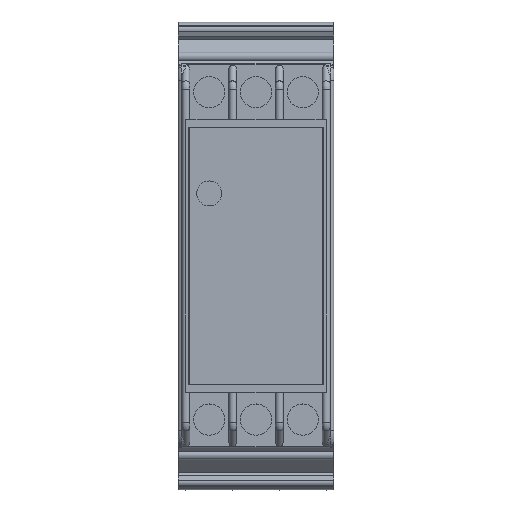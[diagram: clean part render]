
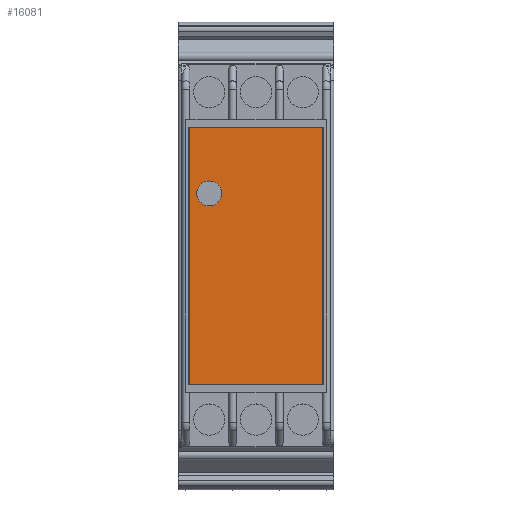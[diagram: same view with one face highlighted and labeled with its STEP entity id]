
A CAD part, top view. The second image highlights one B-rep face of the part: STEP entity #16081.
In plain terms, the highlighted planar face has unit normal (0, 0, 1).
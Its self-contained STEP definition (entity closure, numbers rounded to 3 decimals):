
#4930=DIRECTION('',(0.,-1.,0.));
#4931=VECTOR('',#4930,33.);
#4932=CARTESIAN_POINT('',(1.5,16.5,39.7));
#4933=LINE('',#4932,#4931);
#4942=DIRECTION('',(1.,0.,0.));
#4943=VECTOR('',#4942,17.);
#4944=CARTESIAN_POINT('',(1.5,16.5,39.7));
#4945=LINE('',#4944,#4943);
#4946=DIRECTION('',(-1.,0.,0.));
#4947=VECTOR('',#4946,17.);
#4948=CARTESIAN_POINT('',(18.5,-16.5,39.7));
#4949=LINE('',#4948,#4947);
#4950=CARTESIAN_POINT('',(4.,8.,39.7));
#4951=DIRECTION('',(0.,0.,1.));
#4952=DIRECTION('',(0.,1.,0.));
#4953=AXIS2_PLACEMENT_3D('',#4950,#4951,#4952);
#4955=CARTESIAN_POINT('',(4.,8.,39.7));
#4956=DIRECTION('',(0.,0.,1.));
#4957=DIRECTION('',(0.,-1.,0.));
#4958=AXIS2_PLACEMENT_3D('',#4955,#4956,#4957);
#4968=DIRECTION('',(0.,1.,0.));
#4969=VECTOR('',#4968,33.);
#4970=CARTESIAN_POINT('',(18.5,-16.5,39.7));
#4971=LINE('',#4970,#4969);
#6100=CARTESIAN_POINT('',(4.,9.6,39.7));
#6101=CARTESIAN_POINT('',(4.,6.4,39.7));
#6102=VERTEX_POINT('',#6100);
#6103=VERTEX_POINT('',#6101);
#6104=CARTESIAN_POINT('',(1.5,16.5,39.7));
#6105=CARTESIAN_POINT('',(1.5,-16.5,39.7));
#6106=VERTEX_POINT('',#6104);
#6107=VERTEX_POINT('',#6105);
#6108=CARTESIAN_POINT('',(18.5,16.5,39.7));
#6109=VERTEX_POINT('',#6108);
#6110=CARTESIAN_POINT('',(18.5,-16.5,39.7));
#6111=VERTEX_POINT('',#6110);
#16062=CARTESIAN_POINT('',(0.,0.,39.7));
#16063=DIRECTION('',(0.,0.,1.));
#16064=DIRECTION('',(0.,1.,0.));
#16065=AXIS2_PLACEMENT_3D('',#16062,#16063,#16064);
#16066=PLANE('',#16065);
#16067=ORIENTED_EDGE('',*,*,#16029,.F.);
#16069=ORIENTED_EDGE('',*,*,#16068,.T.);
#16071=ORIENTED_EDGE('',*,*,#16070,.F.);
#16072=ORIENTED_EDGE('',*,*,#16046,.T.);
#16073=EDGE_LOOP('',(#16067,#16069,#16071,#16072));
#16074=FACE_OUTER_BOUND('',#16073,.F.);
#16076=ORIENTED_EDGE('',*,*,#16075,.T.);
#16078=ORIENTED_EDGE('',*,*,#16077,.T.);
#16079=EDGE_LOOP('',(#16076,#16078));
#16080=FACE_BOUND('',#16079,.F.);
#16081=ADVANCED_FACE('',(#16074,#16080),#16066,.T.);
#4954=CIRCLE('',#4953,1.6);
#4959=CIRCLE('',#4958,1.6);
#16029=EDGE_CURVE('',#6106,#6107,#4933,.T.);
#16046=EDGE_CURVE('',#6111,#6107,#4949,.T.);
#16068=EDGE_CURVE('',#6106,#6109,#4945,.T.);
#16070=EDGE_CURVE('',#6111,#6109,#4971,.T.);
#16075=EDGE_CURVE('',#6102,#6103,#4954,.T.);
#16077=EDGE_CURVE('',#6103,#6102,#4959,.T.);
